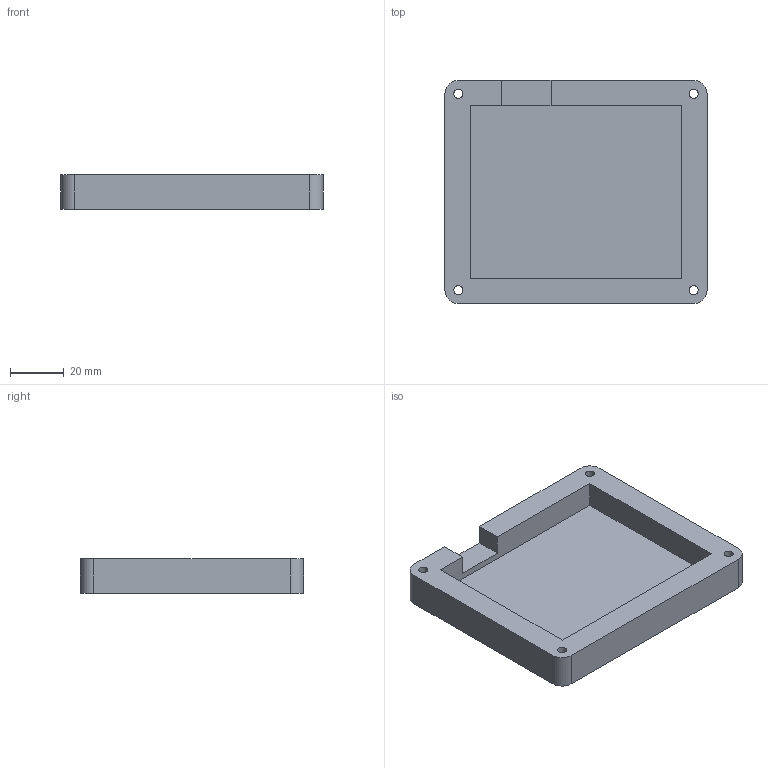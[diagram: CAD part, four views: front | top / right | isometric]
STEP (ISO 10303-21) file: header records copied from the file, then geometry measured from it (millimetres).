
FILE_DESCRIPTION(/* description */ (''),/* implementation_level */ '2;1');
FILE_NAME(/* name */ '1f66517c-3843-4f3c-a13f-7a55cdf1b28b.stp',/* time_stamp */ '2025-12-27T15:59:29Z',/* author */ (''),/* organization */ (''),/* preprocessor_version */ 'ST-DEVELOPER v20.1',/* originating_system */ 'Autodesk Translation Framework v14.24.0.0',/* authorisation */ '');
FILE_SCHEMA (('AUTOMOTIVE_DESIGN { 1 0 10303 214 3 1 1 }'));
Length unit declared in the file: millimetre
Products named in the file (2): 2025-12-26-21-31-43-692; 2025-12-26-21-32-57-812
Assembly tree (1 placements, depth 2):
  2025-12-26-21-31-43-692
    2025-12-26-21-32-57-812
Bounding box: 98 x 83.4 x 13 mm (x, y, z)
Volume: 53050.8 mm3; surface area: 24291.9 mm2
Topology: 1 solids, 1 shells, 365 faces, 999 edges, 666 vertices
Faces by surface type: bspline 188, plane 165, cylinder 12
Full cylindrical faces by diameter (mm): 3.4 x4, 6 x4
Entity records: 13286 total; most frequent: CARTESIAN_POINT 5229, ORIENTED_EDGE 1998, DIRECTION 1007, EDGE_CURVE 999, VERTEX_POINT 666, LINE 599, VECTOR 599, EDGE_LOOP 403
